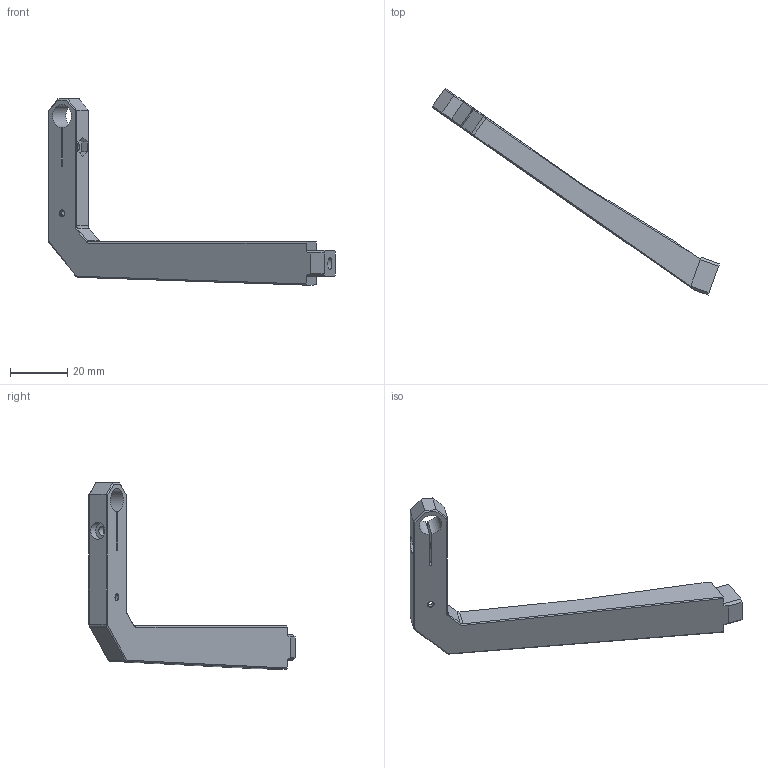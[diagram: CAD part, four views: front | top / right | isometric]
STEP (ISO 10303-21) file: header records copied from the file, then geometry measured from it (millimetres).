
FILE_DESCRIPTION(/* description */ (''),/* implementation_level */ '2;1');
FILE_NAME(/* name */ 'MB-filament-guide.step',/* time_stamp */ '2023-04-09T23:18:35+02:00',/* author */ (''),/* organization */ (''),/* preprocessor_version */ 'ST-DEVELOPER v19.2',/* originating_system */ 'Autodesk Translation Framework v12.4.0.73',/* authorisation */ '');
FILE_SCHEMA (('AUTOMOTIVE_DESIGN { 1 0 10303 214 3 1 1 }'));
Length unit declared in the file: millimetre
Products named in the file (1): filament-guide
Bounding box: 100.2 x 71.96 x 65.07 mm (x, y, z)
Volume: 11470.9 mm3; surface area: 8689.5 mm2
Topology: 1 solids, 2 shells, 109 faces, 271 edges, 169 vertices
Faces by surface type: plane 80, cylinder 18, cone 11
Full cylindrical faces by diameter (mm): 2 x1, 3.3 x2, 4.3 x2, 6 x1
Entity records: 3224 total; most frequent: CARTESIAN_POINT 550, ORIENTED_EDGE 542, DIRECTION 539, EDGE_CURVE 271, LINE 223, VECTOR 223, VERTEX_POINT 169, AXIS2_PLACEMENT_3D 158
